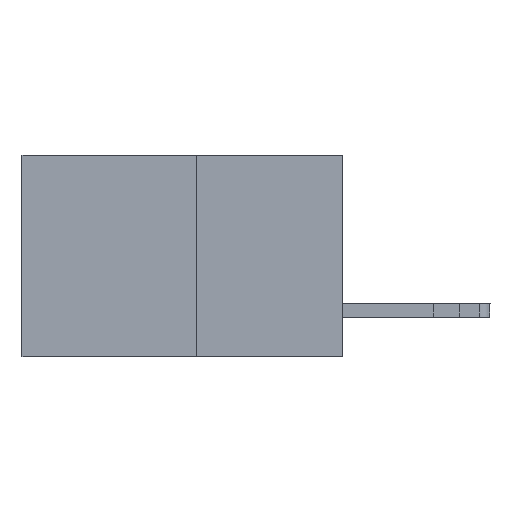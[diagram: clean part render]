
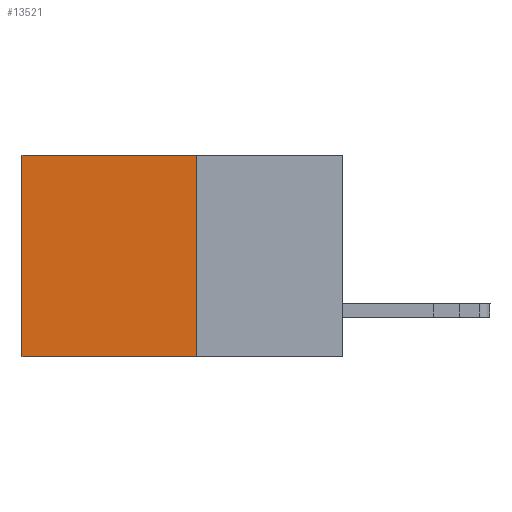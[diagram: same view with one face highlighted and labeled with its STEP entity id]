
A CAD part, left-side view. The second image highlights one B-rep face of the part: STEP entity #13521.
In plain terms, the highlighted planar face has unit normal (-1, 0, 0).
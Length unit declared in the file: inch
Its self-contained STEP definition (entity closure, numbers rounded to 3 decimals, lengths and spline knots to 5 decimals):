
#13 = LINE ( 'NONE', #19806, #7958 ) ;
#2172 = CARTESIAN_POINT ( 'NONE',  ( 0.277, 0.27, -0.37 ) ) ;
#2245 = EDGE_CURVE ( 'NONE', #11177, #6469, #4248, .T. ) ;
#2471 = CARTESIAN_POINT ( 'NONE',  ( 0.277, 0.27, -0.37 ) ) ;
#2553 = CARTESIAN_POINT ( 'NONE',  ( 0.277, 0.59, 0. ) ) ;
#3646 = DIRECTION ( 'NONE',  ( 0., 1., 0. ) ) ;
#3751 = DIRECTION ( 'NONE',  ( 0., 0., -1. ) ) ;
#4248 = LINE ( 'NONE', #4726, #12275 ) ;
#4550 = FACE_OUTER_BOUND ( 'NONE', #8150, .T. ) ;
#4726 = CARTESIAN_POINT ( 'NONE',  ( 0.277, 0.59, -0.37 ) ) ;
#5178 = AXIS2_PLACEMENT_3D ( 'NONE', #2172, #13360, #3751 ) ;
#5203 = VECTOR ( 'NONE', #16988, 39.37008 ) ;
#5270 = CARTESIAN_POINT ( 'NONE',  ( 0.277, 0.27, 0. ) ) ;
#5342 = ORIENTED_EDGE ( 'NONE', *, *, #11597, .F. ) ;
#5709 = LINE ( 'NONE', #2471, #5203 ) ;
#5842 = ORIENTED_EDGE ( 'NONE', *, *, #20103, .F. ) ;
#6469 = VERTEX_POINT ( 'NONE', #17788 ) ;
#7958 = VECTOR ( 'NONE', #3646, 39.37008 ) ;
#8150 = EDGE_LOOP ( 'NONE', ( #17269, #5342, #5842, #10113 ) ) ;
#8253 = CARTESIAN_POINT ( 'NONE',  ( 0.277, 0.27, -0.37 ) ) ;
#8455 = LINE ( 'NONE', #10124, #20366 ) ;
#10113 = ORIENTED_EDGE ( 'NONE', *, *, #11595, .T. ) ;
#10124 = CARTESIAN_POINT ( 'NONE',  ( 0.277, 0.27, -0.37 ) ) ;
#11177 = VERTEX_POINT ( 'NONE', #2553 ) ;
#11595 = EDGE_CURVE ( 'NONE', #20601, #11177, #13, .T. ) ;
#11597 = EDGE_CURVE ( 'NONE', #14064, #6469, #8455, .T. ) ;
#11732 = DIRECTION ( 'NONE',  ( 0., 1., 0. ) ) ;
#12275 = VECTOR ( 'NONE', #14603, 39.37008 ) ;
#13360 = DIRECTION ( 'NONE',  ( 1., 0., 0. ) ) ;
#13521 = ADVANCED_FACE ( 'NONE', ( #4550 ), #18223, .F. ) ;
#14064 = VERTEX_POINT ( 'NONE', #8253 ) ;
#14603 = DIRECTION ( 'NONE',  ( 0., 0., -1. ) ) ;
#16988 = DIRECTION ( 'NONE',  ( 0., 0., -1. ) ) ;
#17269 = ORIENTED_EDGE ( 'NONE', *, *, #2245, .T. ) ;
#17788 = CARTESIAN_POINT ( 'NONE',  ( 0.277, 0.59, -0.37 ) ) ;
#18223 = PLANE ( 'NONE',  #5178 ) ;
#19806 = CARTESIAN_POINT ( 'NONE',  ( 0.277, 0.27, 0. ) ) ;
#20103 = EDGE_CURVE ( 'NONE', #20601, #14064, #5709, .T. ) ;
#20366 = VECTOR ( 'NONE', #11732, 39.37008 ) ;
#20601 = VERTEX_POINT ( 'NONE', #5270 ) ;
